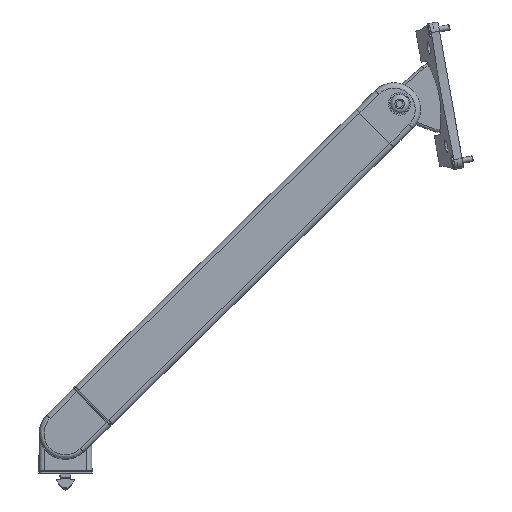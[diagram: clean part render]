
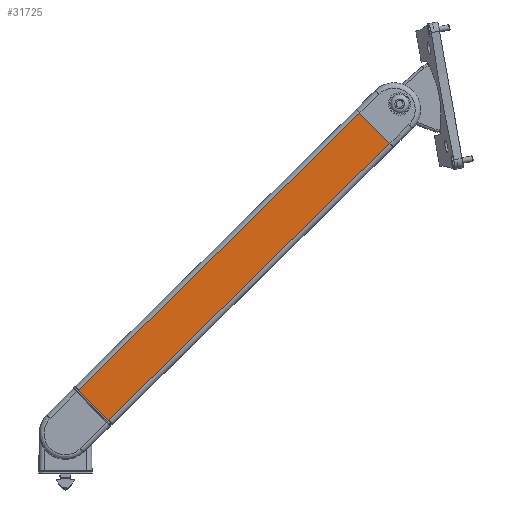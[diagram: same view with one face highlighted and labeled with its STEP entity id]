
A CAD part, top view. The second image highlights one B-rep face of the part: STEP entity #31725.
In plain terms, the highlighted face is planar.
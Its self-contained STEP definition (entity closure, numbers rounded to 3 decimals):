
#700=PLANE('',#35543);
#6378=FACE_OUTER_BOUND('',#8346,.T.);
#8346=EDGE_LOOP('',(#28415,#28416,#28417,#28418));
#9942=LINE('',#81321,#11596);
#9943=LINE('',#81325,#11597);
#9944=LINE('',#81327,#11598);
#9945=LINE('',#81328,#11599);
#11596=VECTOR('',#43514,10.);
#11597=VECTOR('',#43519,10.);
#11598=VECTOR('',#43520,10.);
#11599=VECTOR('',#43521,10.);
#15237=VERTEX_POINT('',#81318);
#15238=VERTEX_POINT('',#81320);
#15239=VERTEX_POINT('',#81324);
#15240=VERTEX_POINT('',#81326);
#19793=EDGE_CURVE('',#15237,#15238,#9942,.T.);
#19795=EDGE_CURVE('',#15239,#15237,#9943,.T.);
#19796=EDGE_CURVE('',#15239,#15240,#9944,.T.);
#19797=EDGE_CURVE('',#15240,#15238,#9945,.T.);
#28415=ORIENTED_EDGE('',*,*,#19795,.F.);
#28416=ORIENTED_EDGE('',*,*,#19796,.T.);
#28417=ORIENTED_EDGE('',*,*,#19797,.T.);
#28418=ORIENTED_EDGE('',*,*,#19793,.F.);
#31725=ADVANCED_FACE('',(#6378),#700,.T.);
#35543=AXIS2_PLACEMENT_3D('',#81323,#43517,#43518);
#43514=DIRECTION('',(0.,1.,0.));
#43517=DIRECTION('center_axis',(0.,0.,-1.));
#43518=DIRECTION('ref_axis',(1.,0.,0.));
#43519=DIRECTION('',(1.,0.,0.));
#43520=DIRECTION('',(0.,1.,0.));
#43521=DIRECTION('',(1.,0.,0.));
#81318=CARTESIAN_POINT('',(16.,-148.,-20.));
#81320=CARTESIAN_POINT('',(16.,148.,-20.));
#81321=CARTESIAN_POINT('',(16.,0.,-20.));
#81323=CARTESIAN_POINT('Origin',(-16.,0.,-20.));
#81324=CARTESIAN_POINT('',(-16.,-148.,-20.));
#81325=CARTESIAN_POINT('',(-8.,-148.,-20.));
#81326=CARTESIAN_POINT('',(-16.,148.,-20.));
#81327=CARTESIAN_POINT('',(-16.,0.,-20.));
#81328=CARTESIAN_POINT('',(-8.,148.,-20.));
